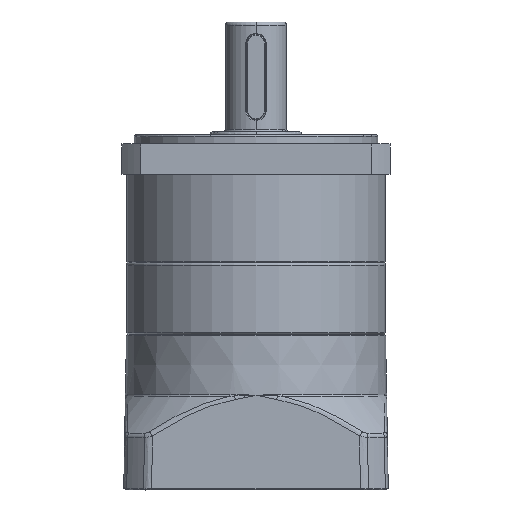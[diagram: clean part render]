
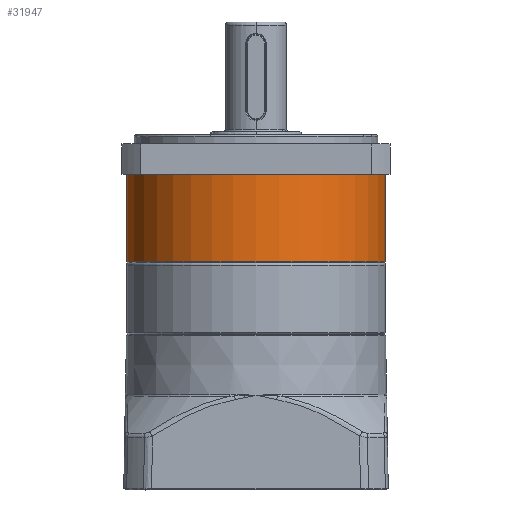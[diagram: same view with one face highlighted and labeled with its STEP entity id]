
A CAD part, front view. The second image highlights one B-rep face of the part: STEP entity #31947.
In plain terms, the highlighted cylindrical face has radius 42.5 mm (diameter 85 mm), a partial arc.
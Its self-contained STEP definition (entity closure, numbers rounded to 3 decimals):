
#2160 = CARTESIAN_POINT ( 'NONE',  ( -42.5, 0., 31.5 ) ) ;
#2326 = ORIENTED_EDGE ( 'NONE', *, *, #25865, .T. ) ;
#2560 = CARTESIAN_POINT ( 'NONE',  ( 0., 0., 2.9 ) ) ;
#2853 = VECTOR ( 'NONE', #30430, 1000. ) ;
#3312 = CYLINDRICAL_SURFACE ( 'NONE', #27786, 42.5 ) ;
#3590 = EDGE_LOOP ( 'NONE', ( #18423, #2326, #33164, #12135, #18184 ) ) ;
#3708 = DIRECTION ( 'NONE',  ( 0., 0., 1. ) ) ;
#4156 = FACE_OUTER_BOUND ( 'NONE', #3590, .T. ) ;
#4650 = VERTEX_POINT ( 'NONE', #33325 ) ;
#4663 = AXIS2_PLACEMENT_3D ( 'NONE', #2560, #20653, #5158 ) ;
#5158 = DIRECTION ( 'NONE',  ( -1., 0., 0. ) ) ;
#5572 = CARTESIAN_POINT ( 'NONE',  ( 0., 0., 31.5 ) ) ;
#6068 = EDGE_CURVE ( 'NONE', #16054, #20759, #8265, .T. ) ;
#6911 = CARTESIAN_POINT ( 'NONE',  ( -42.5, 0., 31.5 ) ) ;
#8137 = DIRECTION ( 'NONE',  ( -1., 0., 0. ) ) ;
#8265 = LINE ( 'NONE', #6911, #31376 ) ;
#9695 = LINE ( 'NONE', #12286, #2853 ) ;
#12135 = ORIENTED_EDGE ( 'NONE', *, *, #14646, .T. ) ;
#12286 = CARTESIAN_POINT ( 'NONE',  ( 42.5, 0., 31.5 ) ) ;
#13464 = AXIS2_PLACEMENT_3D ( 'NONE', #19175, #3708, #21794 ) ;
#14333 = CARTESIAN_POINT ( 'NONE',  ( 0., 0., 31.5 ) ) ;
#14646 = EDGE_CURVE ( 'NONE', #20759, #22608, #30712, .T. ) ;
#16054 = VERTEX_POINT ( 'NONE', #2160 ) ;
#16447 = EDGE_CURVE ( 'NONE', #22608, #16837, #16829, .T. ) ;
#16829 = CIRCLE ( 'NONE', #4663, 42.5 ) ;
#16837 = VERTEX_POINT ( 'NONE', #28023 ) ;
#18184 = ORIENTED_EDGE ( 'NONE', *, *, #16447, .T. ) ;
#18423 = ORIENTED_EDGE ( 'NONE', *, *, #29141, .F. ) ;
#19175 = CARTESIAN_POINT ( 'NONE',  ( 0., 0., 2.9 ) ) ;
#19884 = CARTESIAN_POINT ( 'NONE',  ( 0., -42.5, 2.9 ) ) ;
#20653 = DIRECTION ( 'NONE',  ( 0., 0., 1. ) ) ;
#20732 = CIRCLE ( 'NONE', #23967, 42.5 ) ;
#20759 = VERTEX_POINT ( 'NONE', #25099 ) ;
#21794 = DIRECTION ( 'NONE',  ( -1., 0., 0. ) ) ;
#22608 = VERTEX_POINT ( 'NONE', #19884 ) ;
#23686 = DIRECTION ( 'NONE',  ( 0., 0., -1. ) ) ;
#23967 = AXIS2_PLACEMENT_3D ( 'NONE', #5572, #23686, #8137 ) ;
#25099 = CARTESIAN_POINT ( 'NONE',  ( -42.5, 0., 2.9 ) ) ;
#25865 = EDGE_CURVE ( 'NONE', #4650, #16054, #20732, .T. ) ;
#27253 = DIRECTION ( 'NONE',  ( 0., 0., -1. ) ) ;
#27628 = DIRECTION ( 'NONE',  ( 0., 0., -1. ) ) ;
#27786 = AXIS2_PLACEMENT_3D ( 'NONE', #14333, #27253, #29878 ) ;
#28023 = CARTESIAN_POINT ( 'NONE',  ( 42.5, 0., 2.9 ) ) ;
#29141 = EDGE_CURVE ( 'NONE', #4650, #16837, #9695, .T. ) ;
#29878 = DIRECTION ( 'NONE',  ( -1., 0., 0. ) ) ;
#30430 = DIRECTION ( 'NONE',  ( 0., 0., -1. ) ) ;
#30712 = CIRCLE ( 'NONE', #13464, 42.5 ) ;
#31376 = VECTOR ( 'NONE', #27628, 1000. ) ;
#31947 = ADVANCED_FACE ( 'NONE', ( #4156 ), #3312, .T. ) ;
#33164 = ORIENTED_EDGE ( 'NONE', *, *, #6068, .T. ) ;
#33325 = CARTESIAN_POINT ( 'NONE',  ( 42.5, 0., 31.5 ) ) ;
